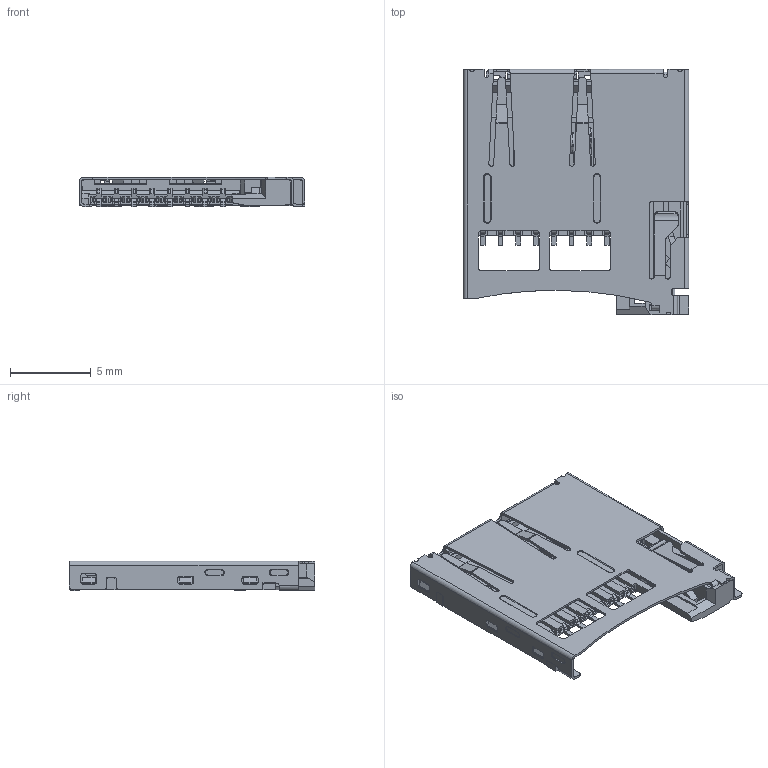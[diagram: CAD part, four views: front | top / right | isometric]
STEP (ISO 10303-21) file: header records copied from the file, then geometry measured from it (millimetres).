
FILE_DESCRIPTION((''),'2;1');
FILE_NAME('ATTEND_112A-TAAR-R03.stp','2015-07-07T19:10:37',(''),(''),'Mechanical Desktop 2011','Mechanical Desktop 2011',', , ');
FILE_SCHEMA(('AUTOMOTIVE_DESIGN { 1 2 10303 214 1 1 1 1 }'));
Length unit declared in the file: millimetre
Products named in the file (1): Product
Bounding box: 14.01 x 15.2 x 1.83 mm (x, y, z)
Volume: 137.2 mm3; surface area: 1147.5 mm2
Topology: 12 solids, 12 shells, 1392 faces, 4004 edges, 2627 vertices
Faces by surface type: plane 1028, cylinder 315, cone 39, bspline 6, torus 4
Entity records: 45885 total; most frequent: CARTESIAN_POINT 8604, ORIENTED_EDGE 8008, DIRECTION 7543, EDGE_CURVE 4004, VECTOR 3195, LINE 3195, VERTEX_POINT 2627, AXIS2_PLACEMENT_3D 2174
